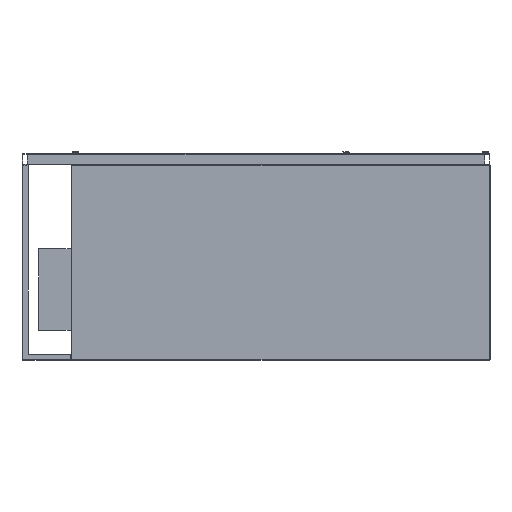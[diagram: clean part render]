
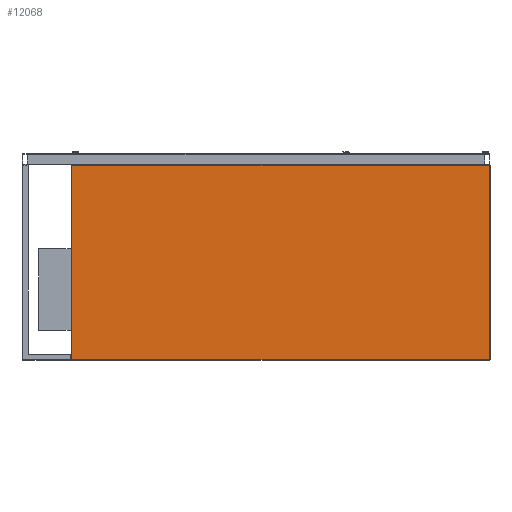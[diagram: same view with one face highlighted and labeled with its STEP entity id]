
A CAD part, front view. The second image highlights one B-rep face of the part: STEP entity #12068.
In plain terms, the highlighted planar face has unit normal (0, -1, 0).
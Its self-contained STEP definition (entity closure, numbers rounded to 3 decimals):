
#923 = CARTESIAN_POINT ( 'NONE',  ( 770.5, -230., -42. ) ) ;
#1318 = CARTESIAN_POINT ( 'NONE',  ( -770.5, -230., -760. ) ) ;
#1586 = VERTEX_POINT ( 'NONE', #6767 ) ;
#2904 = DIRECTION ( 'NONE',  ( 1., 0., 0. ) ) ;
#3019 = CARTESIAN_POINT ( 'NONE',  ( 770.5, -230., -760. ) ) ;
#3631 = EDGE_CURVE ( 'NONE', #7451, #12732, #8648, .T. ) ;
#4166 = EDGE_CURVE ( 'NONE', #11430, #7451, #14772, .T. ) ;
#4490 = LINE ( 'NONE', #18059, #19217 ) ;
#4792 = ORIENTED_EDGE ( 'NONE', *, *, #5807, .T. ) ;
#5061 = DIRECTION ( 'NONE',  ( 0., 0., -1. ) ) ;
#5729 = EDGE_CURVE ( 'NONE', #1586, #11430, #4490, .T. ) ;
#5807 = EDGE_CURVE ( 'NONE', #12732, #1586, #7604, .T. ) ;
#6310 = CARTESIAN_POINT ( 'NONE',  ( -770.5, -230., -42. ) ) ;
#6467 = PLANE ( 'NONE',  #19643 ) ;
#6767 = CARTESIAN_POINT ( 'NONE',  ( -770.5, -230., -758. ) ) ;
#6771 = FACE_OUTER_BOUND ( 'NONE', #16996, .T. ) ;
#7414 = VECTOR ( 'NONE', #13461, 1000. ) ;
#7420 = DIRECTION ( 'NONE',  ( 0., 0., 1. ) ) ;
#7451 = VERTEX_POINT ( 'NONE', #923 ) ;
#7604 = LINE ( 'NONE', #1318, #7414 ) ;
#8648 = LINE ( 'NONE', #14796, #12932 ) ;
#10892 = CARTESIAN_POINT ( 'NONE',  ( 770.5, -230., -758. ) ) ;
#11430 = VERTEX_POINT ( 'NONE', #10892 ) ;
#12068 = ADVANCED_FACE ( 'Fl�che8', ( #6771 ), #6467, .T. ) ;
#12732 = VERTEX_POINT ( 'NONE', #6310 ) ;
#12932 = VECTOR ( 'NONE', #14152, 1000. ) ;
#13461 = DIRECTION ( 'NONE',  ( 0., 0., -1. ) ) ;
#14152 = DIRECTION ( 'NONE',  ( -1., 0., 0. ) ) ;
#14772 = LINE ( 'NONE', #3019, #18116 ) ;
#14796 = CARTESIAN_POINT ( 'NONE',  ( -772.5, -230., -42. ) ) ;
#15511 = DIRECTION ( 'NONE',  ( 0., -1., 0. ) ) ;
#15755 = ORIENTED_EDGE ( 'NONE', *, *, #4166, .T. ) ;
#16552 = ORIENTED_EDGE ( 'NONE', *, *, #3631, .T. ) ;
#16996 = EDGE_LOOP ( 'NONE', ( #16552, #4792, #18396, #15755 ) ) ;
#17419 = CARTESIAN_POINT ( 'NONE',  ( -772.5, -230., -760. ) ) ;
#18059 = CARTESIAN_POINT ( 'NONE',  ( -772.5, -230., -758. ) ) ;
#18116 = VECTOR ( 'NONE', #7420, 1000. ) ;
#18396 = ORIENTED_EDGE ( 'NONE', *, *, #5729, .T. ) ;
#19217 = VECTOR ( 'NONE', #2904, 1000. ) ;
#19643 = AXIS2_PLACEMENT_3D ( 'NONE', #17419, #15511, #5061 ) ;
